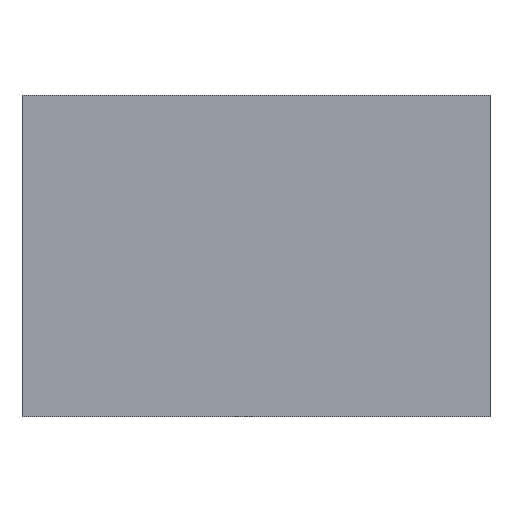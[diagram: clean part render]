
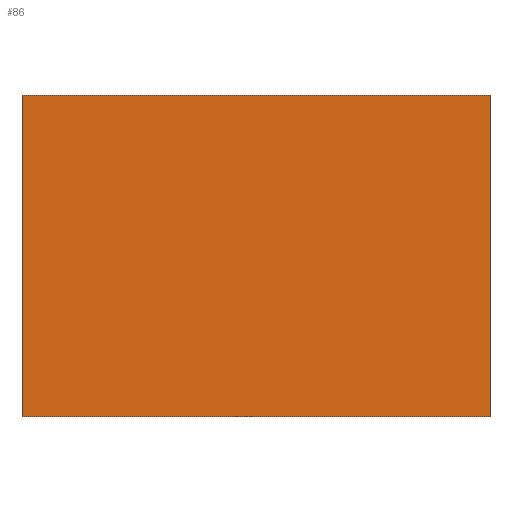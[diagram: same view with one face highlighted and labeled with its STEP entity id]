
A CAD part, top view. The second image highlights one B-rep face of the part: STEP entity #86.
In plain terms, the highlighted planar face has unit normal (0, 0, 1).
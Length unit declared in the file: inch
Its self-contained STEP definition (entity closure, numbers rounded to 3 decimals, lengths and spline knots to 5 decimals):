
#2 = CARTESIAN_POINT ( 'NONE',  ( 0., 0., 0. ) ) ;
#10 = VERTEX_POINT ( 'NONE', #136 ) ;
#21 = VECTOR ( 'NONE', #114, 39.37008 ) ;
#25 = FACE_OUTER_BOUND ( 'NONE', #28, .T. ) ;
#28 = EDGE_LOOP ( 'NONE', ( #122, #226, #134, #231 ) ) ;
#35 = CARTESIAN_POINT ( 'NONE',  ( 0., 0., 0. ) ) ;
#44 = VERTEX_POINT ( 'NONE', #119 ) ;
#64 = LINE ( 'NONE', #186, #21 ) ;
#65 = VERTEX_POINT ( 'NONE', #170 ) ;
#74 = VECTOR ( 'NONE', #219, 39.37008 ) ;
#77 = EDGE_CURVE ( 'NONE', #10, #44, #64, .T. ) ;
#82 = VECTOR ( 'NONE', #147, 39.37008 ) ;
#86 = ADVANCED_FACE ( 'NONE', ( #25 ), #117, .F. ) ;
#94 = DIRECTION ( 'NONE',  ( 0., -1., 0. ) ) ;
#95 = CARTESIAN_POINT ( 'NONE',  ( 2., 0., 0. ) ) ;
#112 = AXIS2_PLACEMENT_3D ( 'NONE', #222, #152, #133 ) ;
#114 = DIRECTION ( 'NONE',  ( -1., 0., 0. ) ) ;
#116 = EDGE_CURVE ( 'NONE', #44, #65, #167, .T. ) ;
#117 = PLANE ( 'NONE',  #112 ) ;
#119 = CARTESIAN_POINT ( 'NONE',  ( 0., 1.375, 0. ) ) ;
#121 = VECTOR ( 'NONE', #94, 39.37008 ) ;
#122 = ORIENTED_EDGE ( 'NONE', *, *, #116, .T. ) ;
#130 = CARTESIAN_POINT ( 'NONE',  ( 2., 0., 0. ) ) ;
#133 = DIRECTION ( 'NONE',  ( -1., 0., 0. ) ) ;
#134 = ORIENTED_EDGE ( 'NONE', *, *, #146, .T. ) ;
#136 = CARTESIAN_POINT ( 'NONE',  ( 2., 1.375, 0. ) ) ;
#146 = EDGE_CURVE ( 'NONE', #208, #10, #163, .T. ) ;
#147 = DIRECTION ( 'NONE',  ( 0., 1., 0. ) ) ;
#152 = DIRECTION ( 'NONE',  ( 0., 0., -1. ) ) ;
#163 = LINE ( 'NONE', #95, #82 ) ;
#167 = LINE ( 'NONE', #2, #121 ) ;
#170 = CARTESIAN_POINT ( 'NONE',  ( 0., 0., 0. ) ) ;
#186 = CARTESIAN_POINT ( 'NONE',  ( 0., 1.375, 0. ) ) ;
#190 = EDGE_CURVE ( 'NONE', #65, #208, #196, .T. ) ;
#196 = LINE ( 'NONE', #35, #74 ) ;
#208 = VERTEX_POINT ( 'NONE', #130 ) ;
#219 = DIRECTION ( 'NONE',  ( 1., 0., 0. ) ) ;
#222 = CARTESIAN_POINT ( 'NONE',  ( 0., 1.375, 0. ) ) ;
#226 = ORIENTED_EDGE ( 'NONE', *, *, #190, .T. ) ;
#231 = ORIENTED_EDGE ( 'NONE', *, *, #77, .T. ) ;
